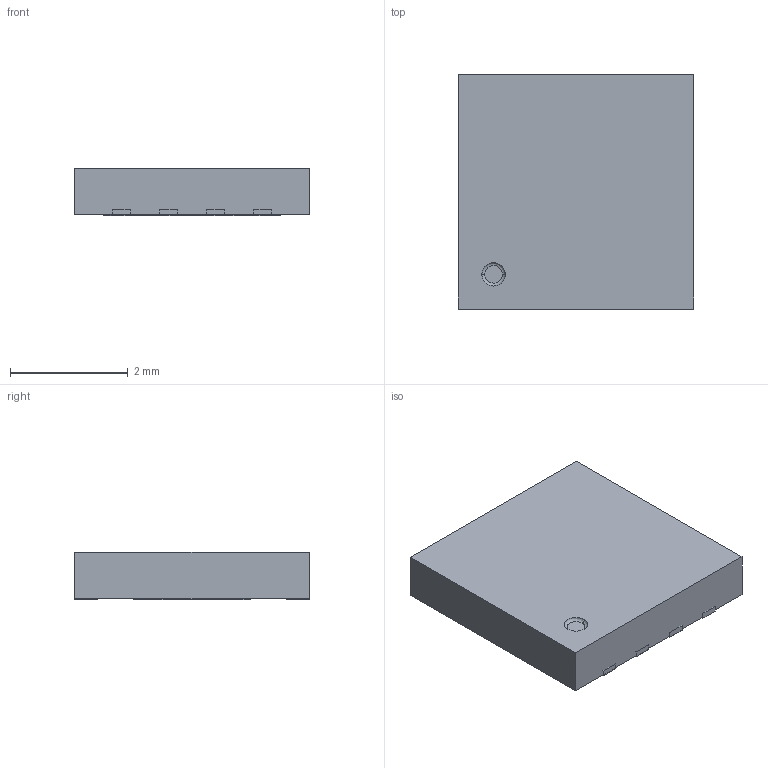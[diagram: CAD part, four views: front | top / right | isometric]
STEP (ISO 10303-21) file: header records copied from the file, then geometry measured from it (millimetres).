
FILE_DESCRIPTION (( 'STEP AP214' ), '1' );
FILE_NAME ('User Library-SDC08B.STEP', '2017-12-26T12:08:17', ( '' ), ( '' ), 'SwSTEP 2.0', 'SolidWorks 2018', '' );
FILE_SCHEMA (( 'AUTOMOTIVE_DESIGN' ));
Length unit declared in the file: millimetre
Products named in the file (3): User Library-SDC08B_Fusion; User Library-SDC08B; User Library-SDC08B_Fillet
Assembly tree (2 placements, depth 2):
  User Library-SDC08B
    User Library-SDC08B_Fusion
    User Library-SDC08B_Fillet
Bounding box: 4 x 4 x 0.8 mm (x, y, z)
Surface area: 60.3 mm2
Topology: 10 solids, 10 shells, 64 faces, 129 edges, 86 vertices
Faces by surface type: plane 62, bspline 2
Entity records: 2559 total; most frequent: CARTESIAN_POINT 332, DIRECTION 265, ORIENTED_EDGE 258, EDGE_CURVE 129, LINE 123, VECTOR 123, VERTEX_POINT 86, UNCERTAINTY_MEASURE_WITH_UNIT 79
